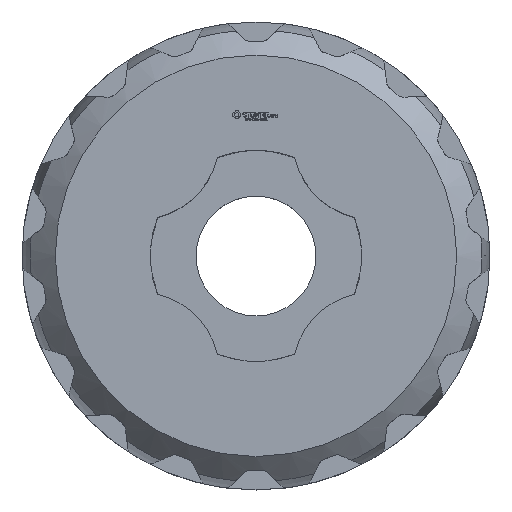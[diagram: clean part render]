
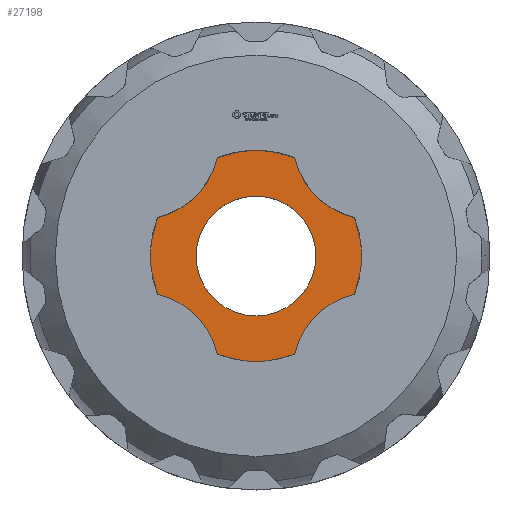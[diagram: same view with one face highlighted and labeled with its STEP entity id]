
A CAD part, top view. The second image highlights one B-rep face of the part: STEP entity #27198.
In plain terms, the highlighted planar face has unit normal (0, 0, 1).
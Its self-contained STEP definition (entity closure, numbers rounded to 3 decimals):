
#19441 = EDGE_CURVE('',#19442,#19444,#19446,.T.);
#19442 = VERTEX_POINT('',#19443);
#19443 = CARTESIAN_POINT('',(2.31,5.915,3.125));
#19444 = VERTEX_POINT('',#19445);
#19445 = CARTESIAN_POINT('',(-2.31,5.915,3.125));
#19446 = CIRCLE('',#19447,6.35);
#19447 = AXIS2_PLACEMENT_3D('',#19448,#19449,#19450);
#19448 = CARTESIAN_POINT('',(0.,0.,3.125));
#19449 = DIRECTION('',(0.,0.,1.));
#19450 = DIRECTION('',(1.,0.,0.));
#19530 = EDGE_CURVE('',#19531,#19444,#19533,.T.);
#19531 = VERTEX_POINT('',#19532);
#19532 = CARTESIAN_POINT('',(-5.915,2.31,3.125));
#19533 = CIRCLE('',#19534,4.9);
#19534 = AXIS2_PLACEMENT_3D('',#19535,#19536,#19537);
#19535 = CARTESIAN_POINT('',(-7.071,7.071,3.125));
#19536 = DIRECTION('',(0.,0.,1.));
#19537 = DIRECTION('',(1.,0.,0.));
#19555 = EDGE_CURVE('',#19442,#19556,#19558,.T.);
#19556 = VERTEX_POINT('',#19557);
#19557 = CARTESIAN_POINT('',(5.915,2.31,3.125));
#19558 = CIRCLE('',#19559,4.9);
#19559 = AXIS2_PLACEMENT_3D('',#19560,#19561,#19562);
#19560 = CARTESIAN_POINT('',(7.071,7.071,3.125));
#19561 = DIRECTION('',(0.,0.,1.));
#19562 = DIRECTION('',(1.,0.,0.));
#19580 = EDGE_CURVE('',#19531,#19581,#19583,.T.);
#19581 = VERTEX_POINT('',#19582);
#19582 = CARTESIAN_POINT('',(-5.915,-2.31,3.125));
#19583 = CIRCLE('',#19584,6.35);
#19584 = AXIS2_PLACEMENT_3D('',#19585,#19586,#19587);
#19585 = CARTESIAN_POINT('',(0.,0.,3.125));
#19586 = DIRECTION('',(0.,0.,1.));
#19587 = DIRECTION('',(1.,0.,0.));
#19677 = EDGE_CURVE('',#19678,#19556,#19680,.T.);
#19678 = VERTEX_POINT('',#19679);
#19679 = CARTESIAN_POINT('',(5.915,-2.31,3.125));
#19680 = CIRCLE('',#19681,6.35);
#19681 = AXIS2_PLACEMENT_3D('',#19682,#19683,#19684);
#19682 = CARTESIAN_POINT('',(0.,0.,3.125));
#19683 = DIRECTION('',(0.,0.,1.));
#19684 = DIRECTION('',(1.,0.,0.));
#19773 = EDGE_CURVE('',#19774,#19581,#19776,.T.);
#19774 = VERTEX_POINT('',#19775);
#19775 = CARTESIAN_POINT('',(-2.31,-5.915,3.125));
#19776 = CIRCLE('',#19777,4.9);
#19777 = AXIS2_PLACEMENT_3D('',#19778,#19779,#19780);
#19778 = CARTESIAN_POINT('',(-7.071,-7.071,3.125));
#19779 = DIRECTION('',(0.,0.,1.));
#19780 = DIRECTION('',(1.,0.,0.));
#19798 = EDGE_CURVE('',#19678,#19799,#19801,.T.);
#19799 = VERTEX_POINT('',#19800);
#19800 = CARTESIAN_POINT('',(2.31,-5.915,3.125));
#19801 = CIRCLE('',#19802,4.9);
#19802 = AXIS2_PLACEMENT_3D('',#19803,#19804,#19805);
#19803 = CARTESIAN_POINT('',(7.071,-7.071,3.125));
#19804 = DIRECTION('',(0.,0.,1.));
#19805 = DIRECTION('',(1.,0.,0.));
#19823 = EDGE_CURVE('',#19774,#19799,#19824,.T.);
#19824 = CIRCLE('',#19825,6.35);
#19825 = AXIS2_PLACEMENT_3D('',#19826,#19827,#19828);
#19826 = CARTESIAN_POINT('',(0.,0.,3.125));
#19827 = DIRECTION('',(0.,0.,1.));
#19828 = DIRECTION('',(1.,0.,0.));
#27198 = ADVANCED_FACE('',(#27199,#27209),#27220,.T.);
#27199 = FACE_BOUND('',#27200,.T.);
#27200 = EDGE_LOOP('',(#27201,#27202,#27203,#27204,#27205,#27206,#27207,
    #27208));
#27201 = ORIENTED_EDGE('',*,*,#19441,.T.);
#27202 = ORIENTED_EDGE('',*,*,#19530,.F.);
#27203 = ORIENTED_EDGE('',*,*,#19580,.T.);
#27204 = ORIENTED_EDGE('',*,*,#19773,.F.);
#27205 = ORIENTED_EDGE('',*,*,#19823,.T.);
#27206 = ORIENTED_EDGE('',*,*,#19798,.F.);
#27207 = ORIENTED_EDGE('',*,*,#19677,.T.);
#27208 = ORIENTED_EDGE('',*,*,#19555,.F.);
#27209 = FACE_BOUND('',#27210,.T.);
#27210 = EDGE_LOOP('',(#27211));
#27211 = ORIENTED_EDGE('',*,*,#27212,.F.);
#27212 = EDGE_CURVE('',#27213,#27213,#27215,.T.);
#27213 = VERTEX_POINT('',#27214);
#27214 = CARTESIAN_POINT('',(3.6,0.,3.125));
#27215 = CIRCLE('',#27216,3.6);
#27216 = AXIS2_PLACEMENT_3D('',#27217,#27218,#27219);
#27217 = CARTESIAN_POINT('',(0.,0.,3.125));
#27218 = DIRECTION('',(-0.,0.,1.));
#27219 = DIRECTION('',(1.,0.,0.));
#27220 = PLANE('',#27221);
#27221 = AXIS2_PLACEMENT_3D('',#27222,#27223,#27224);
#27222 = CARTESIAN_POINT('',(0.,0.,
    3.125));
#27223 = DIRECTION('',(0.,0.,1.));
#27224 = DIRECTION('',(1.,0.,0.));
